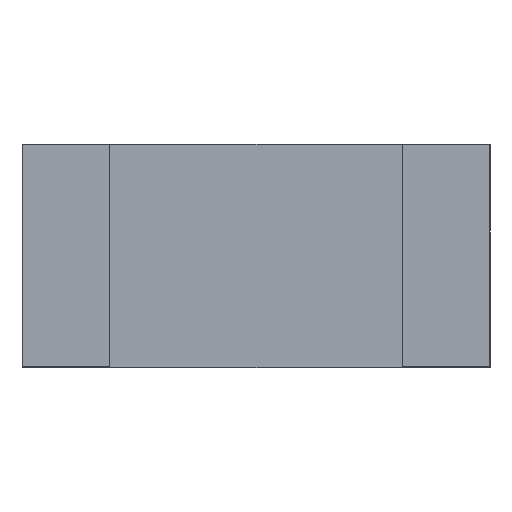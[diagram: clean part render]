
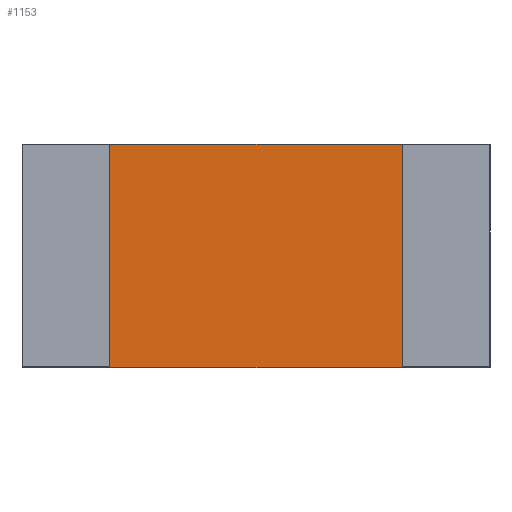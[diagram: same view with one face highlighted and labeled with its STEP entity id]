
A CAD part, top view. The second image highlights one B-rep face of the part: STEP entity #1153.
In plain terms, the highlighted planar face has unit normal (0, 0, 1).
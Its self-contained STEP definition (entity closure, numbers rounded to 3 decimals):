
#39 = EDGE_CURVE ( 'NONE', #661, #422, #1082, .T. ) ;
#169 = CARTESIAN_POINT ( 'NONE',  ( -0.625, -0.476, 0.626 ) ) ;
#216 = LINE ( 'NONE', #1375, #866 ) ;
#233 = EDGE_LOOP ( 'NONE', ( #1771, #1035, #1767, #524 ) ) ;
#340 = VECTOR ( 'NONE', #648, 1000. ) ;
#406 = FACE_OUTER_BOUND ( 'NONE', #233, .T. ) ;
#422 = VERTEX_POINT ( 'NONE', #1033 ) ;
#524 = ORIENTED_EDGE ( 'NONE', *, *, #39, .T. ) ;
#577 = CARTESIAN_POINT ( 'NONE',  ( 0.625, 0.476, 0.626 ) ) ;
#580 = CARTESIAN_POINT ( 'NONE',  ( -0.625, 0.476, 0.626 ) ) ;
#638 = VECTOR ( 'NONE', #1094, 1000. ) ;
#648 = DIRECTION ( 'NONE',  ( 1., 0., 0. ) ) ;
#650 = EDGE_CURVE ( 'NONE', #1742, #960, #216, .T. ) ;
#661 = VERTEX_POINT ( 'NONE', #580 ) ;
#812 = DIRECTION ( 'NONE',  ( 1., 0., 0. ) ) ;
#851 = DIRECTION ( 'NONE',  ( -1., 0., 0. ) ) ;
#866 = VECTOR ( 'NONE', #1559, 1000. ) ;
#935 = EDGE_CURVE ( 'NONE', #422, #960, #1848, .T. ) ;
#960 = VERTEX_POINT ( 'NONE', #1816 ) ;
#1016 = VECTOR ( 'NONE', #812, 1000. ) ;
#1033 = CARTESIAN_POINT ( 'NONE',  ( -0.625, -0.476, 0.626 ) ) ;
#1034 = PLANE ( 'NONE',  #1078 ) ;
#1035 = ORIENTED_EDGE ( 'NONE', *, *, #650, .F. ) ;
#1078 = AXIS2_PLACEMENT_3D ( 'NONE', #1350, #1687, #851 ) ;
#1082 = LINE ( 'NONE', #1105, #638 ) ;
#1094 = DIRECTION ( 'NONE',  ( 0., -1., 0. ) ) ;
#1105 = CARTESIAN_POINT ( 'NONE',  ( -0.625, 0.476, 0.626 ) ) ;
#1153 = ADVANCED_FACE ( 'NONE', ( #406 ), #1034, .F. ) ;
#1350 = CARTESIAN_POINT ( 'NONE',  ( -0.625, 0.476, 0.626 ) ) ;
#1375 = CARTESIAN_POINT ( 'NONE',  ( 0.625, 0.476, 0.626 ) ) ;
#1511 = EDGE_CURVE ( 'NONE', #661, #1742, #1806, .T. ) ;
#1559 = DIRECTION ( 'NONE',  ( 0., -1., 0. ) ) ;
#1687 = DIRECTION ( 'NONE',  ( 0., 0., -1. ) ) ;
#1742 = VERTEX_POINT ( 'NONE', #577 ) ;
#1767 = ORIENTED_EDGE ( 'NONE', *, *, #1511, .F. ) ;
#1771 = ORIENTED_EDGE ( 'NONE', *, *, #935, .T. ) ;
#1806 = LINE ( 'NONE', #1930, #340 ) ;
#1816 = CARTESIAN_POINT ( 'NONE',  ( 0.625, -0.476, 0.626 ) ) ;
#1848 = LINE ( 'NONE', #169, #1016 ) ;
#1930 = CARTESIAN_POINT ( 'NONE',  ( -0.625, 0.476, 0.626 ) ) ;
